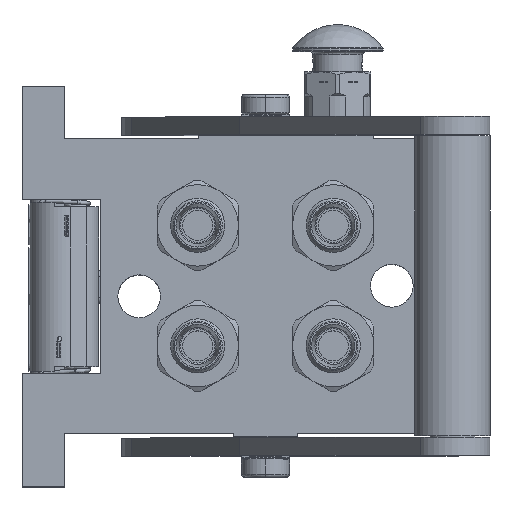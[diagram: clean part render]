
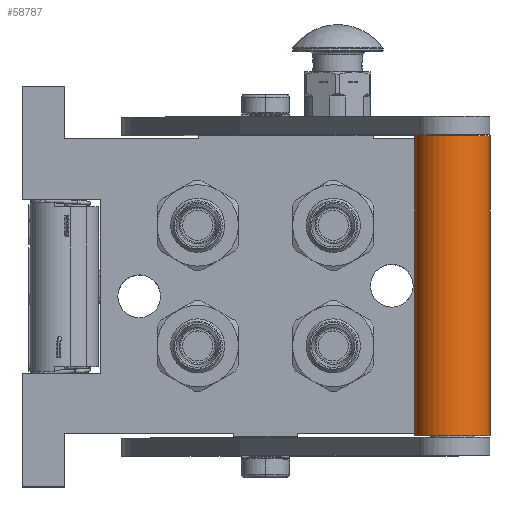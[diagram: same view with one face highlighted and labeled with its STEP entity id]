
A CAD part, top view. The second image highlights one B-rep face of the part: STEP entity #58787.
In plain terms, the highlighted cylindrical face has radius 12.5 mm (diameter 25 mm), a partial arc.
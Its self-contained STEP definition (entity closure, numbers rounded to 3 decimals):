
#4073 = DIRECTION ( 'NONE',  ( 0., 0., 1. ) ) ;
#12352 = CIRCLE ( 'NONE', #16320, 12.5 ) ;
#14813 = CIRCLE ( 'NONE', #57632, 12.5 ) ;
#16320 = AXIS2_PLACEMENT_3D ( 'NONE', #61879, #69877, #86696 ) ;
#18965 = ORIENTED_EDGE ( 'NONE', *, *, #44476, .F. ) ;
#23988 = CARTESIAN_POINT ( 'NONE',  ( 4.5, 0., 0. ) ) ;
#27635 = VERTEX_POINT ( 'NONE', #62407 ) ;
#31786 = CARTESIAN_POINT ( 'NONE',  ( 104., 0., 12.5 ) ) ;
#31974 = DIRECTION ( 'NONE',  ( -1., 0., 0. ) ) ;
#38535 = EDGE_CURVE ( 'NONE', #54338, #106850, #53623, .T. ) ;
#39459 = ORIENTED_EDGE ( 'NONE', *, *, #38535, .T. ) ;
#40409 = DIRECTION ( 'NONE',  ( 0., 0., -1. ) ) ;
#44476 = EDGE_CURVE ( 'NONE', #86535, #27635, #62197, .T. ) ;
#53623 = LINE ( 'NONE', #31786, #97370 ) ;
#54027 = DIRECTION ( 'NONE',  ( -1., 0., 0. ) ) ;
#54338 = VERTEX_POINT ( 'NONE', #82380 ) ;
#54447 = ORIENTED_EDGE ( 'NONE', *, *, #86368, .F. ) ;
#57632 = AXIS2_PLACEMENT_3D ( 'NONE', #23988, #93374, #40409 ) ;
#58787 = ADVANCED_FACE ( 'NONE', ( #72649 ), #98689, .T. ) ;
#60450 = EDGE_LOOP ( 'NONE', ( #111927, #39459, #54447, #18965 ) ) ;
#61879 = CARTESIAN_POINT ( 'NONE',  ( 104., 0., 0. ) ) ;
#62197 = LINE ( 'NONE', #102115, #75865 ) ;
#62407 = CARTESIAN_POINT ( 'NONE',  ( 4.5, 0., -12.5 ) ) ;
#65306 = AXIS2_PLACEMENT_3D ( 'NONE', #72309, #54027, #4073 ) ;
#69877 = DIRECTION ( 'NONE',  ( -1., 0., 0. ) ) ;
#72309 = CARTESIAN_POINT ( 'NONE',  ( -5.425, 0., 0. ) ) ;
#72649 = FACE_OUTER_BOUND ( 'NONE', #60450, .T. ) ;
#75865 = VECTOR ( 'NONE', #31974, 1000. ) ;
#78135 = EDGE_CURVE ( 'NONE', #86535, #54338, #12352, .T. ) ;
#82380 = CARTESIAN_POINT ( 'NONE',  ( 104., 0., 12.5 ) ) ;
#86083 = CARTESIAN_POINT ( 'NONE',  ( 104., 0., -12.5 ) ) ;
#86368 = EDGE_CURVE ( 'NONE', #27635, #106850, #14813, .T. ) ;
#86535 = VERTEX_POINT ( 'NONE', #86083 ) ;
#86696 = DIRECTION ( 'NONE',  ( 0., 0., -1. ) ) ;
#93374 = DIRECTION ( 'NONE',  ( -1., 0., 0. ) ) ;
#94631 = DIRECTION ( 'NONE',  ( -1., 0., 0. ) ) ;
#97370 = VECTOR ( 'NONE', #94631, 1000. ) ;
#98689 = CYLINDRICAL_SURFACE ( 'NONE', #65306, 12.5 ) ;
#102115 = CARTESIAN_POINT ( 'NONE',  ( 104., 0., -12.5 ) ) ;
#106097 = CARTESIAN_POINT ( 'NONE',  ( 4.5, 0., 12.5 ) ) ;
#106850 = VERTEX_POINT ( 'NONE', #106097 ) ;
#111927 = ORIENTED_EDGE ( 'NONE', *, *, #78135, .T. ) ;
